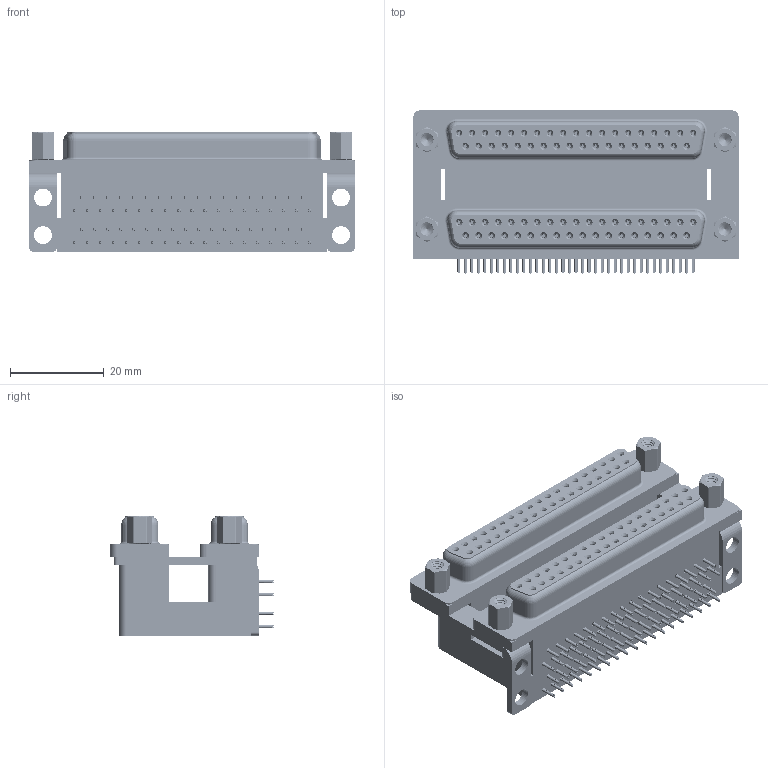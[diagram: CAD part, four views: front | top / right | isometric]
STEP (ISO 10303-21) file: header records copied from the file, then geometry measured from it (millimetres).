
FILE_DESCRIPTION (( 'STEP AP203' ), '1' );
FILE_NAME ('662-037-264-006.STEP', '2022-06-17T00:47:14', ( '' ), ( '' ), 'SwSTEP 2.0', 'SolidWorks 2020', '' );
FILE_SCHEMA (( 'CONFIG_CONTROL_DESIGN' ));
Length unit declared in the file: millimetre
Products named in the file (12): 662 Mounting Bracket_NoneM; 662-037-264-006; 662 Housing Spacer_37 Contacts M; 662 Threaded Rivet_4-40; 662 Housing Upper_37 Contacts M; 662 Contact Top Lower; 662 Shell_37 Contacts; 662 Contact Bottom Upper_M; 662 Housing Lower_37 Contacts; 662 Contact Bottom Lower; 662 Contact Top Upper_M; 662 4-40 Hex Standoff 5
Assembly tree (89 placements, depth 2):
  662-037-264-006
    662 Housing Lower_37 Contacts
    662 Housing Spacer_37 Contacts M
    662 Housing Upper_37 Contacts M
    662 Shell_37 Contacts  x2
    662 Contact Bottom Lower  x18
    662 Contact Top Lower  x19
    662 Contact Bottom Upper_M  x18
    662 Contact Top Upper_M  x19
    662 Mounting Bracket_NoneM  x2
    662 Threaded Rivet_4-40  x4
    662 4-40 Hex Standoff 5  x4
Bounding box: 69.32 x 34.78 x 25.4 mm (x, y, z)
Volume: 33485.4 mm3; surface area: 36200.7 mm2
Topology: 89 solids, 89 shells, 11560 faces, 30414 edges, 19096 vertices
Faces by surface type: plane 5276, cylinder 2704, bspline 2556, cone 948, torus 76
Entity records: 79063 total; most frequent: CARTESIAN_POINT 23226, ORIENTED_EDGE 11058, DIRECTION 10107, EDGE_CURVE 5529, VECTOR 4039, LINE 4039, VERTEX_POINT 3562, AXIS2_PLACEMENT_3D 3034
